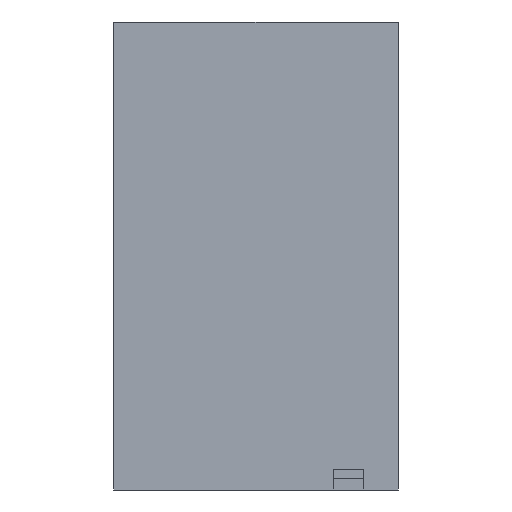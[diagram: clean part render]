
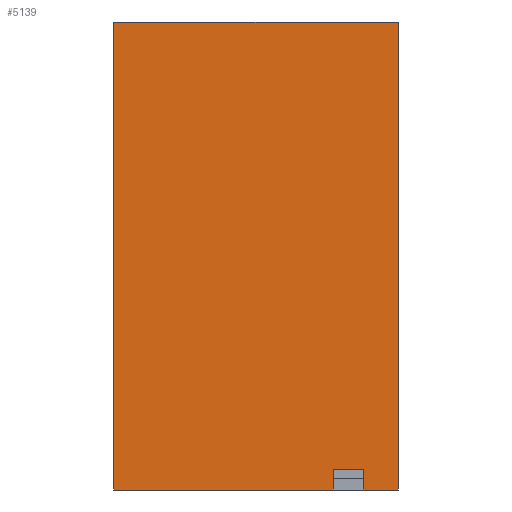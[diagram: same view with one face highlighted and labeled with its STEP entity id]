
A CAD part, left-side view. The second image highlights one B-rep face of the part: STEP entity #5139.
In plain terms, the highlighted planar face has unit normal (-1, 0, 0).
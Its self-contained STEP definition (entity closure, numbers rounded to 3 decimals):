
#270=FACE_OUTER_BOUND('',#545,.T.);
#545=EDGE_LOOP('',(#3629,#3630,#3631,#3632,#3633,#3634,#3635,#3636));
#944=LINE('',#7454,#1611);
#960=LINE('',#7487,#1627);
#966=LINE('',#7499,#1633);
#968=LINE('',#7502,#1635);
#969=LINE('',#7505,#1636);
#970=LINE('',#7507,#1637);
#971=LINE('',#7509,#1638);
#972=LINE('',#7510,#1639);
#1611=VECTOR('',#5978,10.);
#1627=VECTOR('',#6002,10.);
#1633=VECTOR('',#6010,10.);
#1635=VECTOR('',#6014,10.);
#1636=VECTOR('',#6017,10.);
#1637=VECTOR('',#6018,10.);
#1638=VECTOR('',#6019,10.);
#1639=VECTOR('',#6020,10.);
#2247=VERTEX_POINT('',#7451);
#2248=VERTEX_POINT('',#7453);
#2261=VERTEX_POINT('',#7486);
#2264=VERTEX_POINT('',#7493);
#2266=VERTEX_POINT('',#7497);
#2267=VERTEX_POINT('',#7504);
#2268=VERTEX_POINT('',#7506);
#2269=VERTEX_POINT('',#7508);
#2782=EDGE_CURVE('',#2247,#2248,#944,.T.);
#2798=EDGE_CURVE('',#2261,#2248,#960,.T.);
#2804=EDGE_CURVE('',#2264,#2266,#966,.T.);
#2806=EDGE_CURVE('',#2266,#2261,#968,.T.);
#2807=EDGE_CURVE('',#2247,#2267,#969,.T.);
#2808=EDGE_CURVE('',#2267,#2268,#970,.T.);
#2809=EDGE_CURVE('',#2268,#2269,#971,.T.);
#2810=EDGE_CURVE('',#2264,#2269,#972,.T.);
#3629=ORIENTED_EDGE('',*,*,#2804,.T.);
#3630=ORIENTED_EDGE('',*,*,#2806,.T.);
#3631=ORIENTED_EDGE('',*,*,#2798,.T.);
#3632=ORIENTED_EDGE('',*,*,#2782,.F.);
#3633=ORIENTED_EDGE('',*,*,#2807,.T.);
#3634=ORIENTED_EDGE('',*,*,#2808,.T.);
#3635=ORIENTED_EDGE('',*,*,#2809,.T.);
#3636=ORIENTED_EDGE('',*,*,#2810,.F.);
#4956=PLANE('',#5433);
#5139=ADVANCED_FACE('',(#270),#4956,.T.);
#5433=AXIS2_PLACEMENT_3D('',#7503,#6015,#6016);
#5978=DIRECTION('',(0.,1.,0.));
#6002=DIRECTION('',(0.,0.,-1.));
#6010=DIRECTION('',(0.,0.,1.));
#6014=DIRECTION('',(0.,-1.,0.));
#6015=DIRECTION('center_axis',(-1.,0.,0.));
#6016=DIRECTION('ref_axis',(0.,0.,1.));
#6017=DIRECTION('',(0.,0.,1.));
#6018=DIRECTION('',(0.,1.,0.));
#6019=DIRECTION('',(0.,0.,-1.));
#6020=DIRECTION('',(0.,1.,0.));
#7451=CARTESIAN_POINT('',(-16.71,0.,-112.731));
#7453=CARTESIAN_POINT('',(-16.71,10.,-112.731));
#7454=CARTESIAN_POINT('',(-16.71,0.,-112.731));
#7486=CARTESIAN_POINT('',(-16.71,10.,-106.731));
#7487=CARTESIAN_POINT('',(-16.71,10.,-112.731));
#7493=CARTESIAN_POINT('',(-16.71,18.7,-112.731));
#7497=CARTESIAN_POINT('',(-16.71,18.7,-106.731));
#7499=CARTESIAN_POINT('',(-16.71,18.7,-112.731));
#7502=CARTESIAN_POINT('',(-16.71,7.175,-106.731));
#7503=CARTESIAN_POINT('Origin',(-16.71,0.,-112.731));
#7504=CARTESIAN_POINT('',(-16.71,0.,22.269));
#7505=CARTESIAN_POINT('',(-16.71,0.,-112.731));
#7506=CARTESIAN_POINT('',(-16.71,82.,22.269));
#7507=CARTESIAN_POINT('',(-16.71,0.,22.269));
#7508=CARTESIAN_POINT('',(-16.71,82.,-112.731));
#7509=CARTESIAN_POINT('',(-16.71,82.,-45.231));
#7510=CARTESIAN_POINT('',(-16.71,0.,-112.731));
